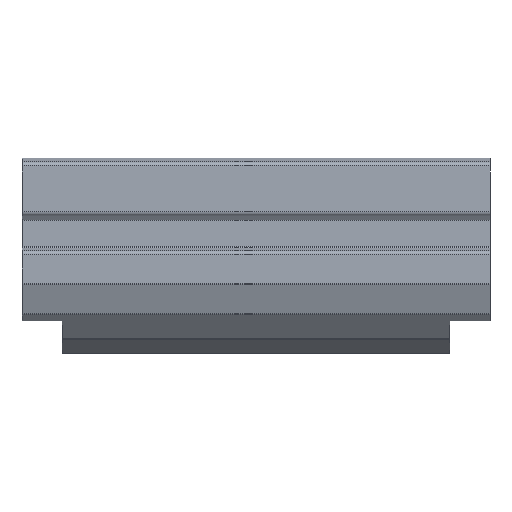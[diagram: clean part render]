
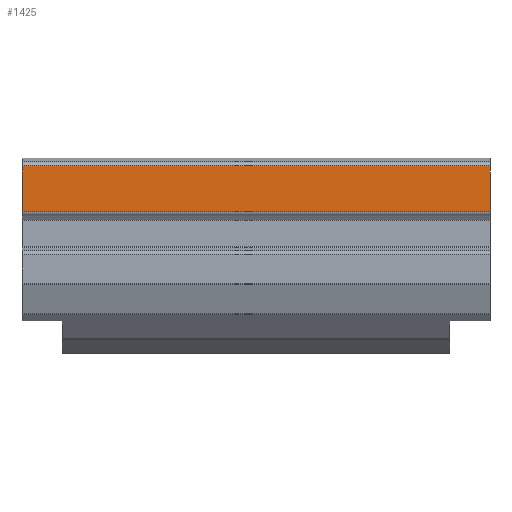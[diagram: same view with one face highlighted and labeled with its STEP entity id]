
A CAD part, top view. The second image highlights one B-rep face of the part: STEP entity #1425.
In plain terms, the highlighted planar face has unit normal (0, 0, 1).
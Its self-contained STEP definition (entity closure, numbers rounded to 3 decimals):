
#319=DIRECTION('',(0.,1.,0.));
#320=VECTOR('',#319,28.465);
#321=CARTESIAN_POINT('',(145.,-30.384,0.));
#322=LINE('',#321,#320);
#327=DIRECTION('',(-1.,0.,0.));
#328=VECTOR('',#327,290.);
#329=CARTESIAN_POINT('',(145.,-30.384,0.));
#330=LINE('',#329,#328);
#349=DIRECTION('',(0.,1.,0.));
#350=VECTOR('',#349,28.465);
#351=CARTESIAN_POINT('',(-145.,-30.384,0.));
#352=LINE('',#351,#350);
#399=DIRECTION('',(1.,0.,0.));
#400=VECTOR('',#399,290.);
#401=CARTESIAN_POINT('',(-145.,-1.918,0.));
#402=LINE('',#401,#400);
#741=CARTESIAN_POINT('',(-145.,-30.384,0.));
#742=CARTESIAN_POINT('',(-145.,-1.918,0.));
#743=VERTEX_POINT('',#741);
#744=VERTEX_POINT('',#742);
#749=CARTESIAN_POINT('',(145.,-30.384,0.));
#750=CARTESIAN_POINT('',(145.,-1.918,0.));
#751=VERTEX_POINT('',#749);
#752=VERTEX_POINT('',#750);
#1411=CARTESIAN_POINT('',(-145.,0.,0.));
#1412=DIRECTION('',(0.,0.,1.));
#1413=DIRECTION('',(1.,0.,0.));
#1414=AXIS2_PLACEMENT_3D('',#1411,#1412,#1413);
#1415=PLANE('',#1414);
#1416=ORIENTED_EDGE('',*,*,#1401,.F.);
#1418=ORIENTED_EDGE('',*,*,#1417,.T.);
#1420=ORIENTED_EDGE('',*,*,#1419,.T.);
#1422=ORIENTED_EDGE('',*,*,#1421,.T.);
#1423=EDGE_LOOP('',(#1416,#1418,#1420,#1422));
#1424=FACE_OUTER_BOUND('',#1423,.F.);
#1425=ADVANCED_FACE('',(#1424),#1415,.T.);
#1401=EDGE_CURVE('',#751,#752,#322,.T.);
#1417=EDGE_CURVE('',#751,#743,#330,.T.);
#1419=EDGE_CURVE('',#743,#744,#352,.T.);
#1421=EDGE_CURVE('',#744,#752,#402,.T.);
